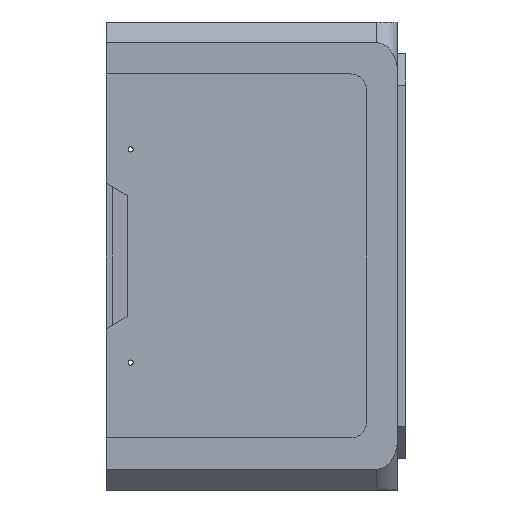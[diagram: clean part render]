
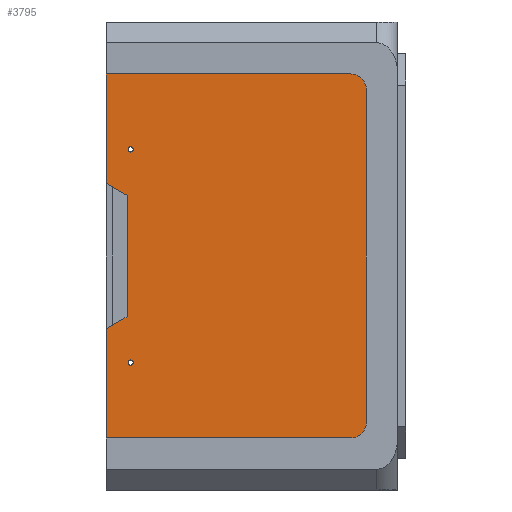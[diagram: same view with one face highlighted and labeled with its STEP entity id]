
A CAD part, left-side view. The second image highlights one B-rep face of the part: STEP entity #3795.
In plain terms, the highlighted planar face has unit normal (-1, 0, 0).
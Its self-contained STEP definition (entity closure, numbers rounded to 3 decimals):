
#60 = VECTOR ( 'NONE', #3470, 1000. ) ;
#149 = ORIENTED_EDGE ( 'NONE', *, *, #3758, .T. ) ;
#170 = ORIENTED_EDGE ( 'NONE', *, *, #736, .F. ) ;
#179 = DIRECTION ( 'NONE',  ( -1., 0., 0. ) ) ;
#214 = DIRECTION ( 'NONE',  ( 0., 0., 1. ) ) ;
#217 = CIRCLE ( 'NONE', #2330, 1.25 ) ;
#252 = EDGE_CURVE ( 'NONE', #3743, #1072, #2074, .T. ) ;
#288 = LINE ( 'NONE', #419, #1813 ) ;
#318 = VERTEX_POINT ( 'NONE', #3994 ) ;
#380 = VERTEX_POINT ( 'NONE', #819 ) ;
#407 = DIRECTION ( 'NONE',  ( 0., 0., 1. ) ) ;
#412 = EDGE_LOOP ( 'NONE', ( #757, #1394 ) ) ;
#419 = CARTESIAN_POINT ( 'NONE',  ( -155.326, 60.661, -70.427 ) ) ;
#486 = VECTOR ( 'NONE', #2793, 1000. ) ;
#499 = DIRECTION ( 'NONE',  ( -1., 0., 0. ) ) ;
#523 = AXIS2_PLACEMENT_3D ( 'NONE', #3191, #2434, #1011 ) ;
#538 = VECTOR ( 'NONE', #1495, 1000. ) ;
#541 = CARTESIAN_POINT ( 'NONE',  ( -155.326, -90.833, 0. ) ) ;
#562 = CARTESIAN_POINT ( 'NONE',  ( -155.326, 34.167, -85.723 ) ) ;
#612 = CARTESIAN_POINT ( 'NONE',  ( -155.326, 22.417, -171.973 ) ) ;
#632 = CARTESIAN_POINT ( 'NONE',  ( -155.326, 22.417, -171.973 ) ) ;
#651 = VECTOR ( 'NONE', #2684, 1000. ) ;
#702 = CARTESIAN_POINT ( 'NONE',  ( -155.326, 22.417, -69.473 ) ) ;
#706 = DIRECTION ( 'NONE',  ( 0., -0.866, -0.5 ) ) ;
#736 = EDGE_CURVE ( 'NONE', #318, #914, #1715, .T. ) ;
#757 = ORIENTED_EDGE ( 'NONE', *, *, #3017, .F. ) ;
#795 = CARTESIAN_POINT ( 'NONE',  ( -155.326, 34.167, -33.223 ) ) ;
#819 = CARTESIAN_POINT ( 'NONE',  ( -155.326, -83.333, -33.223 ) ) ;
#821 = ORIENTED_EDGE ( 'NONE', *, *, #1017, .T. ) ;
#861 = DIRECTION ( 'NONE',  ( 0., 0., 1. ) ) ;
#914 = VERTEX_POINT ( 'NONE', #1425 ) ;
#915 = VERTEX_POINT ( 'NONE', #2965 ) ;
#930 = FACE_OUTER_BOUND ( 'NONE', #2558, .T. ) ;
#940 = EDGE_CURVE ( 'NONE', #2964, #2763, #1426, .T. ) ;
#961 = VERTEX_POINT ( 'NONE', #1802 ) ;
#992 = ORIENTED_EDGE ( 'NONE', *, *, #2804, .F. ) ;
#1011 = DIRECTION ( 'NONE',  ( 0., 0., 1. ) ) ;
#1014 = DIRECTION ( 'NONE',  ( -1., 0., 0. ) ) ;
#1017 = EDGE_CURVE ( 'NONE', #2900, #1072, #288, .T. ) ;
#1021 = ORIENTED_EDGE ( 'NONE', *, *, #2586, .T. ) ;
#1072 = VERTEX_POINT ( 'NONE', #3958 ) ;
#1144 = EDGE_CURVE ( 'NONE', #915, #2964, #1768, .T. ) ;
#1147 = CARTESIAN_POINT ( 'NONE',  ( -155.326, 0., 0. ) ) ;
#1158 = ORIENTED_EDGE ( 'NONE', *, *, #1144, .T. ) ;
#1238 = AXIS2_PLACEMENT_3D ( 'NONE', #1147, #2700, #861 ) ;
#1282 = LINE ( 'NONE', #2488, #486 ) ;
#1375 = ORIENTED_EDGE ( 'NONE', *, *, #940, .T. ) ;
#1394 = ORIENTED_EDGE ( 'NONE', *, *, #2511, .F. ) ;
#1425 = CARTESIAN_POINT ( 'NONE',  ( -155.326, 22.417, -68.223 ) ) ;
#1426 = CIRCLE ( 'NONE', #2061, 7.5 ) ;
#1441 = VERTEX_POINT ( 'NONE', #795 ) ;
#1462 = VECTOR ( 'NONE', #2992, 1000. ) ;
#1494 = LINE ( 'NONE', #3109, #60 ) ;
#1495 = DIRECTION ( 'NONE',  ( 0., 0., -1. ) ) ;
#1550 = FACE_BOUND ( 'NONE', #1846, .T. ) ;
#1560 = DIRECTION ( 'NONE',  ( 0., -1., 0. ) ) ;
#1612 = CARTESIAN_POINT ( 'NONE',  ( -155.326, 0., -208.223 ) ) ;
#1647 = FACE_BOUND ( 'NONE', #412, .T. ) ;
#1715 = CIRCLE ( 'NONE', #2791, 1.25 ) ;
#1761 = CARTESIAN_POINT ( 'NONE',  ( -155.326, 34.167, 0. ) ) ;
#1768 = LINE ( 'NONE', #1612, #3216 ) ;
#1772 = ORIENTED_EDGE ( 'NONE', *, *, #2205, .T. ) ;
#1802 = CARTESIAN_POINT ( 'NONE',  ( -155.326, 34.167, -155.723 ) ) ;
#1813 = VECTOR ( 'NONE', #706, 1000. ) ;
#1846 = EDGE_LOOP ( 'NONE', ( #170, #3080 ) ) ;
#1855 = ORIENTED_EDGE ( 'NONE', *, *, #252, .F. ) ;
#1872 = CIRCLE ( 'NONE', #2372, 1.25 ) ;
#1911 = EDGE_CURVE ( 'NONE', #961, #3743, #1282, .T. ) ;
#1928 = CIRCLE ( 'NONE', #2216, 1.25 ) ;
#2061 = AXIS2_PLACEMENT_3D ( 'NONE', #3266, #499, #214 ) ;
#2074 = LINE ( 'NONE', #2894, #1462 ) ;
#2091 = CIRCLE ( 'NONE', #523, 7.5 ) ;
#2205 = EDGE_CURVE ( 'NONE', #2302, #380, #2091, .T. ) ;
#2216 = AXIS2_PLACEMENT_3D ( 'NONE', #632, #179, #3306 ) ;
#2260 = ORIENTED_EDGE ( 'NONE', *, *, #3371, .T. ) ;
#2302 = VERTEX_POINT ( 'NONE', #3257 ) ;
#2330 = AXIS2_PLACEMENT_3D ( 'NONE', #2852, #1014, #3158 ) ;
#2355 = PLANE ( 'NONE',  #1238 ) ;
#2372 = AXIS2_PLACEMENT_3D ( 'NONE', #612, #3723, #3824 ) ;
#2434 = DIRECTION ( 'NONE',  ( -1., 0., 0. ) ) ;
#2488 = CARTESIAN_POINT ( 'NONE',  ( -155.326, -43.888, -110.658 ) ) ;
#2511 = EDGE_CURVE ( 'NONE', #4012, #3697, #1872, .T. ) ;
#2558 = EDGE_LOOP ( 'NONE', ( #992, #1021, #821, #1855, #3415, #2260, #1158, #1375, #149, #1772 ) ) ;
#2586 = EDGE_CURVE ( 'NONE', #1441, #2900, #3724, .T. ) ;
#2684 = DIRECTION ( 'NONE',  ( 0., 0., 1. ) ) ;
#2700 = DIRECTION ( 'NONE',  ( -1., 0., 0. ) ) ;
#2724 = DIRECTION ( 'NONE',  ( -1., 0., 0. ) ) ;
#2763 = VERTEX_POINT ( 'NONE', #3754 ) ;
#2791 = AXIS2_PLACEMENT_3D ( 'NONE', #702, #2724, #407 ) ;
#2793 = DIRECTION ( 'NONE',  ( 0., -0.866, 0.5 ) ) ;
#2804 = EDGE_CURVE ( 'NONE', #1441, #380, #1494, .T. ) ;
#2852 = CARTESIAN_POINT ( 'NONE',  ( -155.326, 22.417, -69.473 ) ) ;
#2894 = CARTESIAN_POINT ( 'NONE',  ( -155.326, 24.167, 0. ) ) ;
#2900 = VERTEX_POINT ( 'NONE', #562 ) ;
#2964 = VERTEX_POINT ( 'NONE', #3071 ) ;
#2965 = CARTESIAN_POINT ( 'NONE',  ( -155.326, 34.167, -208.223 ) ) ;
#2992 = DIRECTION ( 'NONE',  ( 0., 0., 1. ) ) ;
#3017 = EDGE_CURVE ( 'NONE', #3697, #4012, #1928, .T. ) ;
#3071 = CARTESIAN_POINT ( 'NONE',  ( -155.326, -83.333, -208.223 ) ) ;
#3080 = ORIENTED_EDGE ( 'NONE', *, *, #3489, .F. ) ;
#3096 = LINE ( 'NONE', #541, #651 ) ;
#3109 = CARTESIAN_POINT ( 'NONE',  ( -155.326, 0., -33.223 ) ) ;
#3158 = DIRECTION ( 'NONE',  ( 0., 0., 1. ) ) ;
#3191 = CARTESIAN_POINT ( 'NONE',  ( -155.326, -83.333, -40.723 ) ) ;
#3192 = CARTESIAN_POINT ( 'NONE',  ( -155.326, 34.167, 0. ) ) ;
#3216 = VECTOR ( 'NONE', #1560, 1000. ) ;
#3256 = CARTESIAN_POINT ( 'NONE',  ( -155.326, 22.417, -173.223 ) ) ;
#3257 = CARTESIAN_POINT ( 'NONE',  ( -155.326, -90.833, -40.723 ) ) ;
#3266 = CARTESIAN_POINT ( 'NONE',  ( -155.326, -83.333, -200.723 ) ) ;
#3306 = DIRECTION ( 'NONE',  ( 0., 0., 1. ) ) ;
#3371 = EDGE_CURVE ( 'NONE', #961, #915, #3630, .T. ) ;
#3415 = ORIENTED_EDGE ( 'NONE', *, *, #1911, .F. ) ;
#3470 = DIRECTION ( 'NONE',  ( 0., -1., 0. ) ) ;
#3489 = EDGE_CURVE ( 'NONE', #914, #318, #217, .T. ) ;
#3533 = VECTOR ( 'NONE', #3916, 1000. ) ;
#3630 = LINE ( 'NONE', #3192, #3533 ) ;
#3697 = VERTEX_POINT ( 'NONE', #3256 ) ;
#3723 = DIRECTION ( 'NONE',  ( -1., 0., 0. ) ) ;
#3724 = LINE ( 'NONE', #1761, #538 ) ;
#3743 = VERTEX_POINT ( 'NONE', #3929 ) ;
#3754 = CARTESIAN_POINT ( 'NONE',  ( -155.326, -90.833, -200.723 ) ) ;
#3758 = EDGE_CURVE ( 'NONE', #2763, #2302, #3096, .T. ) ;
#3794 = CARTESIAN_POINT ( 'NONE',  ( -155.326, 22.417, -170.723 ) ) ;
#3795 = ADVANCED_FACE ( 'NONE', ( #1550, #1647, #930 ), #2355, .T. ) ;
#3824 = DIRECTION ( 'NONE',  ( 0., 0., 1. ) ) ;
#3916 = DIRECTION ( 'NONE',  ( 0., 0., -1. ) ) ;
#3929 = CARTESIAN_POINT ( 'NONE',  ( -155.326, 24.167, -149.95 ) ) ;
#3958 = CARTESIAN_POINT ( 'NONE',  ( -155.326, 24.167, -91.497 ) ) ;
#3994 = CARTESIAN_POINT ( 'NONE',  ( -155.326, 22.417, -70.723 ) ) ;
#4012 = VERTEX_POINT ( 'NONE', #3794 ) ;
